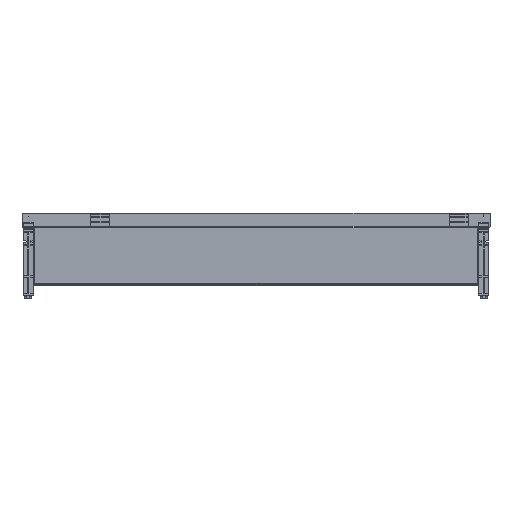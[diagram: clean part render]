
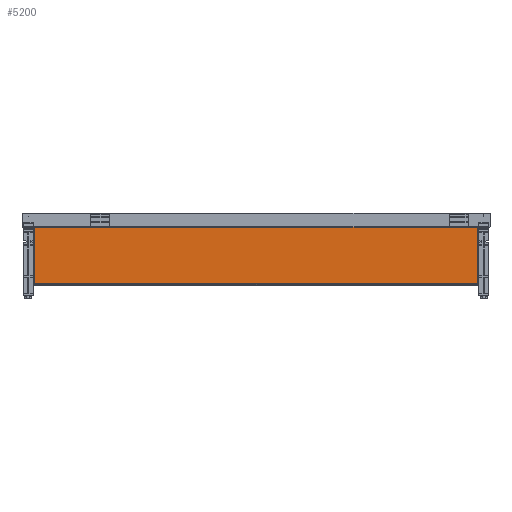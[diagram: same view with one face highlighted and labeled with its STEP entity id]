
A CAD part, front view. The second image highlights one B-rep face of the part: STEP entity #5200.
In plain terms, the highlighted planar face has unit normal (0, -1, 0).
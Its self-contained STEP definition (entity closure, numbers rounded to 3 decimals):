
#5200=ADVANCED_FACE('',(#11997),#11998,.T.);
#11997=FACE_OUTER_BOUND('',#20124,.T.);
#11998=PLANE('',#20125);
#20124=EDGE_LOOP('',(#35619,#35620,#35621,#35622,#35623,#35624,#35625,#35626,#35627,#35628,#35629,#35630));
#20125=AXIS2_PLACEMENT_3D('',#35631,#35632,#35633);
#35619=ORIENTED_EDGE('',*,*,#53084,.T.);
#35620=ORIENTED_EDGE('',*,*,#53035,.T.);
#35621=ORIENTED_EDGE('',*,*,#53091,.T.);
#35622=ORIENTED_EDGE('',*,*,#52978,.T.);
#35623=ORIENTED_EDGE('',*,*,#53090,.T.);
#35624=ORIENTED_EDGE('',*,*,#53105,.F.);
#35625=ORIENTED_EDGE('',*,*,#53056,.T.);
#35626=ORIENTED_EDGE('',*,*,#53011,.T.);
#35627=ORIENTED_EDGE('',*,*,#53064,.T.);
#35628=ORIENTED_EDGE('',*,*,#52936,.T.);
#35629=ORIENTED_EDGE('',*,*,#53063,.T.);
#35630=ORIENTED_EDGE('',*,*,#53082,.T.);
#35631=CARTESIAN_POINT('',(19.85,34.25,74.55));
#35632=DIRECTION('',(0.0,-1.0,0.0));
#35633=DIRECTION('',(0.0,0.0,-1.0));
#52936=EDGE_CURVE('',#64788,#64796,#64798,.T.);
#52978=EDGE_CURVE('',#64844,#64860,#64862,.T.);
#53011=EDGE_CURVE('',#64906,#64778,#64911,.T.);
#53035=EDGE_CURVE('',#64933,#64854,#64937,.T.);
#53056=EDGE_CURVE('',#64961,#64906,#64962,.T.);
#53063=EDGE_CURVE('',#64796,#64972,#64974,.T.);
#53064=EDGE_CURVE('',#64778,#64788,#64975,.T.);
#53082=EDGE_CURVE('',#64972,#64998,#65000,.T.);
#53084=EDGE_CURVE('',#64998,#64933,#65002,.T.);
#53090=EDGE_CURVE('',#64860,#65011,#65013,.T.);
#53091=EDGE_CURVE('',#64854,#64844,#65014,.T.);
#53105=EDGE_CURVE('',#64961,#65011,#65032,.T.);
#64778=VERTEX_POINT('',#82317);
#64788=VERTEX_POINT('',#82332);
#64796=VERTEX_POINT('',#82344);
#64798=LINE('',#82347,#82348);
#64844=VERTEX_POINT('',#82416);
#64854=VERTEX_POINT('',#82431);
#64860=VERTEX_POINT('',#82440);
#64862=LINE('',#82443,#82444);
#64906=VERTEX_POINT('',#82509);
#64911=LINE('',#82517,#82518);
#64933=VERTEX_POINT('',#82551);
#64937=LINE('',#82557,#82558);
#64961=VERTEX_POINT('',#82590);
#64962=LINE('',#82591,#82592);
#64972=VERTEX_POINT('',#82604);
#64974=LINE('',#82606,#82607);
#64975=LINE('',#82608,#82609);
#64998=VERTEX_POINT('',#82638);
#65000=LINE('',#82640,#82641);
#65002=LINE('',#82643,#82644);
#65011=VERTEX_POINT('',#82655);
#65013=LINE('',#82657,#82658);
#65014=LINE('',#82659,#82660);
#65032=LINE('',#82685,#82686);
#82317=CARTESIAN_POINT('',(19.85,34.25,119.3));
#82332=CARTESIAN_POINT('',(19.85,34.25,91.3));
#82344=CARTESIAN_POINT('',(19.85,34.25,87.3));
#82347=CARTESIAN_POINT('',(19.85,34.25,124.55));
#82348=VECTOR('',#97477,1.0);
#82416=CARTESIAN_POINT('',(730.15,34.25,119.3));
#82431=CARTESIAN_POINT('',(730.15,34.25,91.3));
#82440=CARTESIAN_POINT('',(730.15,34.25,123.3));
#82443=CARTESIAN_POINT('',(730.15,34.25,124.55));
#82444=VECTOR('',#97509,1.0);
#82509=CARTESIAN_POINT('',(19.85,34.25,123.3));
#82517=CARTESIAN_POINT('',(19.85,34.25,124.55));
#82518=VECTOR('',#97534,1.0);
#82551=CARTESIAN_POINT('',(730.15,34.25,87.3));
#82557=CARTESIAN_POINT('',(730.15,34.25,124.55));
#82558=VECTOR('',#97548,1.0);
#82590=CARTESIAN_POINT('',(19.85,34.25,124.55));
#82591=CARTESIAN_POINT('',(19.85,34.25,124.55));
#82592=VECTOR('',#97572,1.0);
#82604=CARTESIAN_POINT('',(19.85,34.25,24.55));
#82606=CARTESIAN_POINT('',(19.85,34.25,124.55));
#82607=VECTOR('',#97587,1.0);
#82608=CARTESIAN_POINT('',(19.85,34.25,124.55));
#82609=VECTOR('',#97588,1.0);
#82638=CARTESIAN_POINT('',(730.15,34.25,24.55));
#82640=CARTESIAN_POINT('',(19.85,34.25,24.55));
#82641=VECTOR('',#97619,1.0);
#82643=CARTESIAN_POINT('',(730.15,34.25,124.55));
#82644=VECTOR('',#97620,1.0);
#82655=CARTESIAN_POINT('',(730.15,34.25,124.55));
#82657=CARTESIAN_POINT('',(730.15,34.25,124.55));
#82658=VECTOR('',#97632,1.0);
#82659=CARTESIAN_POINT('',(730.15,34.25,124.55));
#82660=VECTOR('',#97633,1.0);
#82685=CARTESIAN_POINT('',(19.85,34.25,124.55));
#82686=VECTOR('',#97647,1.0);
#97477=DIRECTION('',(0.0,0.0,-1.0));
#97509=DIRECTION('',(0.0,0.0,1.0));
#97534=DIRECTION('',(0.0,0.0,-1.0));
#97548=DIRECTION('',(0.0,0.0,1.0));
#97572=DIRECTION('',(0.0,0.0,-1.0));
#97587=DIRECTION('',(0.0,0.0,-1.0));
#97588=DIRECTION('',(0.0,0.0,-1.0));
#97619=DIRECTION('',(1.0,0.0,0.0));
#97620=DIRECTION('',(0.0,0.0,1.0));
#97632=DIRECTION('',(0.0,0.0,1.0));
#97633=DIRECTION('',(0.0,0.0,1.0));
#97647=DIRECTION('',(1.0,0.0,0.0));
